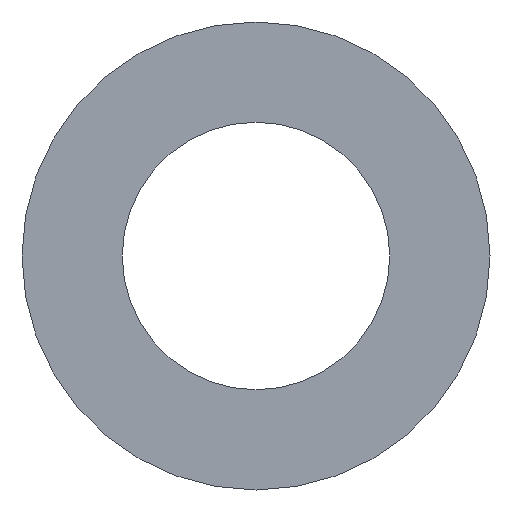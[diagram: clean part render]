
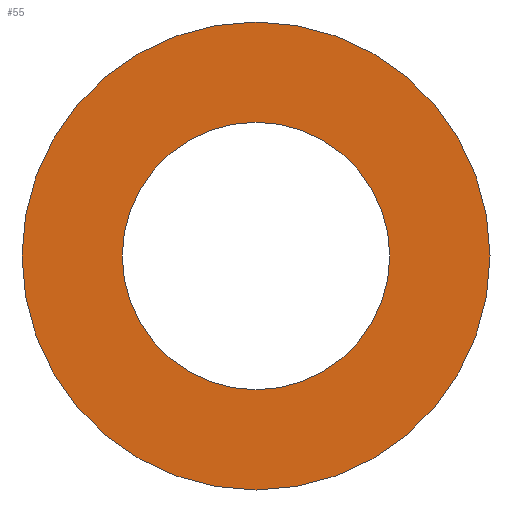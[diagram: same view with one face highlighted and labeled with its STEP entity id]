
A CAD part, front view. The second image highlights one B-rep face of the part: STEP entity #55.
In plain terms, the highlighted planar face has unit normal (0, -1, 0).
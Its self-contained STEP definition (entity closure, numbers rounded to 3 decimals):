
#1 = DIRECTION ( 'NONE',  ( 0., 1., 0. ) ) ;
#3 = AXIS2_PLACEMENT_3D ( 'NONE', #138, #141, #79 ) ;
#5 = CARTESIAN_POINT ( 'NONE',  ( 0., 0., 0. ) ) ;
#15 = CIRCLE ( 'NONE', #222, 3.5 ) ;
#18 = EDGE_CURVE ( 'NONE', #244, #186, #15, .T. ) ;
#27 = VERTEX_POINT ( 'NONE', #247 ) ;
#39 = DIRECTION ( 'NONE',  ( 0., 0., 1. ) ) ;
#43 = CIRCLE ( 'NONE', #97, 3.5 ) ;
#44 = AXIS2_PLACEMENT_3D ( 'NONE', #5, #161, #199 ) ;
#46 = VERTEX_POINT ( 'NONE', #207 ) ;
#55 = ADVANCED_FACE ( 'NONE', ( #233, #87 ), #248, .F. ) ;
#70 = CARTESIAN_POINT ( 'NONE',  ( 0., 0., -3.5 ) ) ;
#72 = AXIS2_PLACEMENT_3D ( 'NONE', #106, #130, #126 ) ;
#79 = DIRECTION ( 'NONE',  ( 0., 0., 1. ) ) ;
#87 = FACE_BOUND ( 'NONE', #169, .T. ) ;
#95 = ORIENTED_EDGE ( 'NONE', *, *, #232, .F. ) ;
#97 = AXIS2_PLACEMENT_3D ( 'NONE', #198, #1, #197 ) ;
#105 = EDGE_LOOP ( 'NONE', ( #95, #191 ) ) ;
#106 = CARTESIAN_POINT ( 'NONE',  ( 0., 0., 0. ) ) ;
#118 = CIRCLE ( 'NONE', #72, 2. ) ;
#122 = DIRECTION ( 'NONE',  ( 0., 1., 0. ) ) ;
#124 = ORIENTED_EDGE ( 'NONE', *, *, #210, .T. ) ;
#126 = DIRECTION ( 'NONE',  ( 0., 0., 1. ) ) ;
#130 = DIRECTION ( 'NONE',  ( 0., 1., 0. ) ) ;
#138 = CARTESIAN_POINT ( 'NONE',  ( 0., 0., 0. ) ) ;
#141 = DIRECTION ( 'NONE',  ( 0., 1., 0. ) ) ;
#147 = CARTESIAN_POINT ( 'NONE',  ( 0., 0., 3.5 ) ) ;
#157 = ORIENTED_EDGE ( 'NONE', *, *, #239, .T. ) ;
#161 = DIRECTION ( 'NONE',  ( 0., 1., 0. ) ) ;
#169 = EDGE_LOOP ( 'NONE', ( #124, #157 ) ) ;
#180 = CARTESIAN_POINT ( 'NONE',  ( 0., 0., 0. ) ) ;
#186 = VERTEX_POINT ( 'NONE', #70 ) ;
#191 = ORIENTED_EDGE ( 'NONE', *, *, #18, .F. ) ;
#197 = DIRECTION ( 'NONE',  ( 0., 0., 1. ) ) ;
#198 = CARTESIAN_POINT ( 'NONE',  ( 0., 0., 0. ) ) ;
#199 = DIRECTION ( 'NONE',  ( 0., 0., 1. ) ) ;
#207 = CARTESIAN_POINT ( 'NONE',  ( 0., 0., 2. ) ) ;
#210 = EDGE_CURVE ( 'NONE', #27, #46, #249, .T. ) ;
#222 = AXIS2_PLACEMENT_3D ( 'NONE', #180, #122, #39 ) ;
#232 = EDGE_CURVE ( 'NONE', #186, #244, #43, .T. ) ;
#233 = FACE_OUTER_BOUND ( 'NONE', #105, .T. ) ;
#239 = EDGE_CURVE ( 'NONE', #46, #27, #118, .T. ) ;
#244 = VERTEX_POINT ( 'NONE', #147 ) ;
#247 = CARTESIAN_POINT ( 'NONE',  ( 0., 0., -2. ) ) ;
#248 = PLANE ( 'NONE',  #3 ) ;
#249 = CIRCLE ( 'NONE', #44, 2. ) ;
